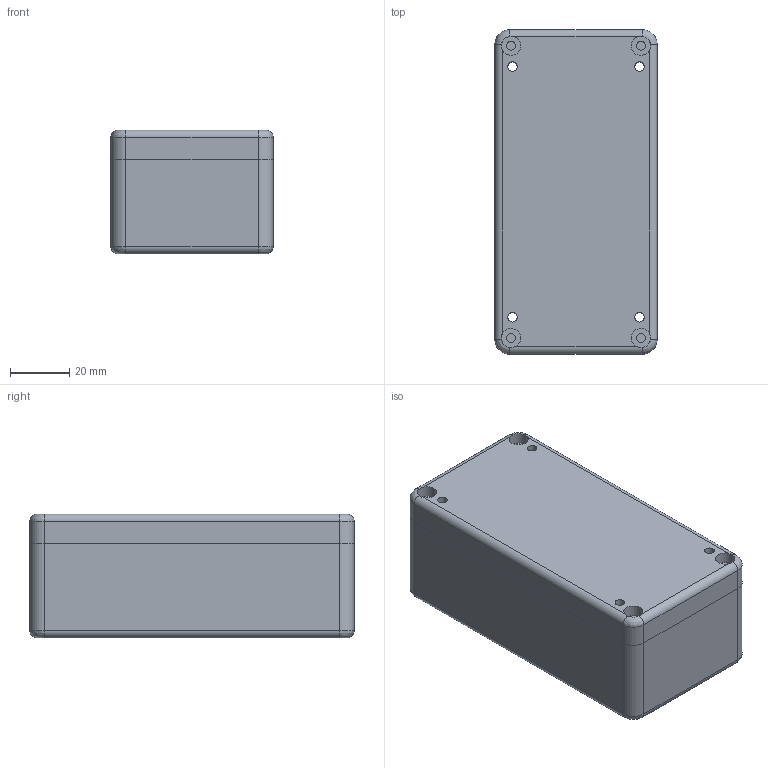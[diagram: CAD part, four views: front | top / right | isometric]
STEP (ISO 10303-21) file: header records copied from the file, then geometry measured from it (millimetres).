
FILE_DESCRIPTION(/* description */ (''),/* implementation_level */ '2;1');
FILE_NAME(/* name */ 'Assembled_senseEle_PCB_Antenna_rev1_Enclosure_V2.step',/* time_stamp */ '2019-12-09T15:12:27+06:00',/* author */ (''),/* organization */ (''),/* preprocessor_version */ 'ST-DEVELOPER v18',/* originating_system */ 'Autodesk Translation Framework v8.12.0.6',/* authorisation */ '');
FILE_SCHEMA (('AUTOMOTIVE_DESIGN { 1 0 10303 214 3 1 1 }'));
Length unit declared in the file: millimetre
Products named in the file (51): senseEle_PCB_Antenna_rev1_Enclosure_V2; senseEle_PCB_Antenna_rev1_PCB; R_0402_1005Metric; SOLID; C_0603_1608Metric; C_0603_1608Metric_1; SOT-23-5; SOLID (2); C_0402_1005Metric; C_0402_1005Metric_1; C_0402_1005Metric_2; C_0402_1005Metric_3; C_0402_1005Metric_4; C_0402_1005Metric_5; C_0402_1005Metric_6; C_0402_1005Metric_7; C_0402_1005Metric_8; C_0402_1005Metric_9; C_0603_1608Metric_2; C_0402_1005Metric_10; C_0402_1005Metric_11; C_0402_1005Metric_12; C_0402_1005Metric_13; C_0402_1005Metric_14; C_0402_1005Metric_15; C_0402_1005Metric_16; C_0402_1005Metric_17; C_0402_1005Metric_18; C_0402_1005Metric_19; C_0402_1005Metric_20; C_0402_1005Metric_21; C_0402_1005Metric_22; C_0603_1608Metric_3; C_0603_1608Metric_4; SOLID (1); C_1206_3216Metric; SOLID (4); C_0402_1005Metric_23; C_0402_1005Metric_24; C_0402_1005Metric_25 ...
Assembly tree (82 placements, depth 4):
  senseEle_PCB_Antenna_rev1_Enclosure_V2
    senseEle_PCB_Antenna_rev1_PCB
      R_0402_1005Metric
        SOLID
      C_0603_1608Metric
        SOLID (1)
      C_0603_1608Metric_1
        SOLID (1)
      SOT-23-5
        SOLID (2)
      C_0402_1005Metric
        SOLID (3)
      C_0402_1005Metric_1
        SOLID (3)
      C_0402_1005Metric_2
        SOLID (3)
      C_0402_1005Metric_3
        SOLID (3)
      C_0402_1005Metric_4
        SOLID (3)
      C_0402_1005Metric_5
        SOLID (3)
      C_0402_1005Metric_6
        SOLID (3)
      C_0402_1005Metric_7
        SOLID (3)
      C_0402_1005Metric_8
        SOLID (3)
      C_0402_1005Metric_9
        SOLID (3)
      C_0603_1608Metric_2
        SOLID (1)
      C_0402_1005Metric_10
        SOLID (3)
      C_0402_1005Metric_11
        SOLID (3)
      C_0402_1005Metric_12
        SOLID (3)
      C_0402_1005Metric_13
        SOLID (3)
      C_0402_1005Metric_14
        SOLID (3)
      C_0402_1005Metric_15
        SOLID (3)
      C_0402_1005Metric_16
        SOLID (3)
      C_0402_1005Metric_17
        SOLID (3)
      C_0402_1005Metric_18
        SOLID (3)
      C_0402_1005Metric_19
        SOLID (3)
      C_0402_1005Metric_20
        SOLID (3)
      C_0402_1005Metric_21
        SOLID (3)
      C_0402_1005Metric_22
        SOLID (3)
      C_0603_1608Metric_3
        SOLID (1)
Bounding box: 55 x 110 x 42 mm (x, y, z)
Volume: 88571.5 mm3; surface area: 63470.5 mm2
Topology: 43 solids, 43 shells, 1685 faces, 4341 edges, 2862 vertices
Faces by surface type: plane 1067, cylinder 594, cone 16, bspline 8
Full cylindrical faces by diameter (mm): 0.35 x1, 1 x6, 1.2 x2, 2.7 x4, 3 x8, 3.2 x8, 3.5 x4, 6 x4, 6.5 x4
Entity records: 25955 total; most frequent: CARTESIAN_POINT 4523, DIRECTION 4313, ORIENTED_EDGE 4074, EDGE_CURVE 2037, LINE 1497, VECTOR 1497, AXIS2_PLACEMENT_3D 1408, VERTEX_POINT 1326
